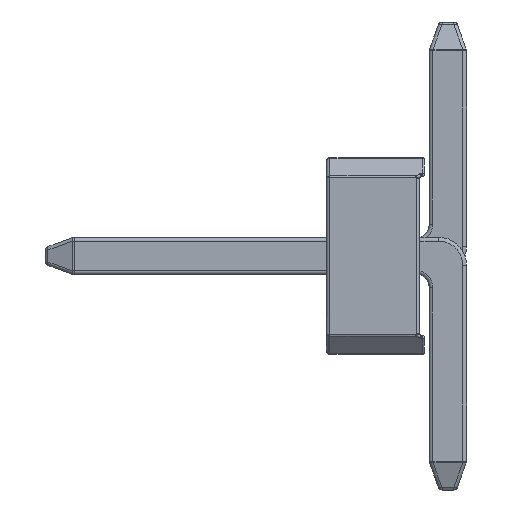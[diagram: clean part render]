
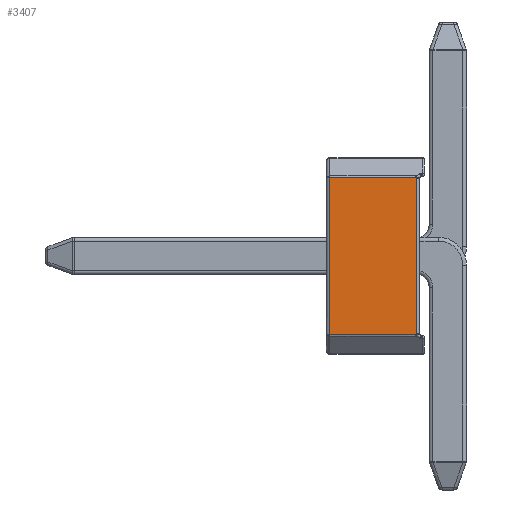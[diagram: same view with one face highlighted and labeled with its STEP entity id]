
A CAD part, left-side view. The second image highlights one B-rep face of the part: STEP entity #3407.
In plain terms, the highlighted face is planar.
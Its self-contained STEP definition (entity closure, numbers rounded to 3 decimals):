
#67 = CARTESIAN_POINT ( 'NONE',  ( 0.635, -0.04, -0.842 ) ) ;
#87 = CARTESIAN_POINT ( 'NONE',  ( 0.635, -0.948, -0.841 ) ) ;
#244 = CARTESIAN_POINT ( 'NONE',  ( 0.635, -0.948, 0.842 ) ) ;
#262 = CARTESIAN_POINT ( 'NONE',  ( 0.635, -0.951, 0.837 ) ) ;
#264 = LINE ( 'NONE', #1342, #5068 ) ;
#267 = CARTESIAN_POINT ( 'NONE',  ( 0.635, -0.955, -0.834 ) ) ;
#327 = VERTEX_POINT ( 'NONE', #4841 ) ;
#357 = ORIENTED_EDGE ( 'NONE', *, *, #4936, .T. ) ;
#534 = CARTESIAN_POINT ( 'NONE',  ( 0.635, -0.952, -0.835 ) ) ;
#551 = CARTESIAN_POINT ( 'NONE',  ( 0.635, -0.948, -0.842 ) ) ;
#633 = LINE ( 'NONE', #5217, #3106 ) ;
#650 = CARTESIAN_POINT ( 'NONE',  ( 0.635, -0.956, 0.833 ) ) ;
#721 = CARTESIAN_POINT ( 'NONE',  ( 0.635, -0.952, 0.836 ) ) ;
#730 = CARTESIAN_POINT ( 'NONE',  ( 0.635, -0.952, -0.835 ) ) ;
#891 = CARTESIAN_POINT ( 'NONE',  ( 0.635, -1., 0. ) ) ;
#979 = EDGE_LOOP ( 'NONE', ( #357, #4519, #2932, #3345, #5482, #5361, #1526, #2236 ) ) ;
#1063 = DIRECTION ( 'NONE',  ( 0., -1., 0. ) ) ;
#1101 = CARTESIAN_POINT ( 'NONE',  ( 0.635, -0.958, 0.831 ) ) ;
#1166 = CARTESIAN_POINT ( 'NONE',  ( 0.635, -0.959, -0.83 ) ) ;
#1303 = EDGE_CURVE ( 'NONE', #2394, #327, #3531, .T. ) ;
#1342 = CARTESIAN_POINT ( 'NONE',  ( 0.635, -0.96, -0.85 ) ) ;
#1356 = DIRECTION ( 'NONE',  ( 0., 0., -1. ) ) ;
#1460 = CARTESIAN_POINT ( 'NONE',  ( 0.635, -0.951, -0.837 ) ) ;
#1503 = CARTESIAN_POINT ( 'NONE',  ( 0.635, -0.04, 0. ) ) ;
#1526 = ORIENTED_EDGE ( 'NONE', *, *, #5890, .T. ) ;
#1583 = CARTESIAN_POINT ( 'NONE',  ( 0.635, -0.959, 0.83 ) ) ;
#1640 = CARTESIAN_POINT ( 'NONE',  ( 0.635, -0.948, 0.841 ) ) ;
#1770 = CARTESIAN_POINT ( 'NONE',  ( 0.635, -0.96, -0.83 ) ) ;
#1813 = PLANE ( 'NONE',  #2773 ) ;
#1895 = B_SPLINE_CURVE_WITH_KNOTS ( 'NONE', 3,
 ( #4911, #4435, #1166, #5390, #2574, #5869, #3044, #267, #3530, #730 ),
 .UNSPECIFIED., .F., .F.,
 ( 4, 3, 3, 4 ),
 ( 0., 0., 0., 0. ),
 .UNSPECIFIED. ) ;
#1923 = CARTESIAN_POINT ( 'NONE',  ( 0.635, -0.95, -0.838 ) ) ;
#2048 = CARTESIAN_POINT ( 'NONE',  ( 0.635, -0.96, 0.83 ) ) ;
#2053 = B_SPLINE_CURVE_WITH_KNOTS ( 'NONE', 3,
 ( #534, #3325, #1460, #4717, #1923, #5204, #2384, #5679, #2865, #87, #3346, #551, #3820 ),
 .UNSPECIFIED., .F., .F.,
 ( 4, 3, 3, 3, 4 ),
 ( 0., 0., 0., 0., 0. ),
 .UNSPECIFIED. ) ;
#2086 = CARTESIAN_POINT ( 'NONE',  ( 0.635, -0.96, 0.83 ) ) ;
#2100 = CARTESIAN_POINT ( 'NONE',  ( 0.635, -0.949, 0.84 ) ) ;
#2128 = VECTOR ( 'NONE', #1063, 1000. ) ;
#2236 = ORIENTED_EDGE ( 'NONE', *, *, #4462, .T. ) ;
#2384 = CARTESIAN_POINT ( 'NONE',  ( 0.635, -0.949, -0.839 ) ) ;
#2392 = DIRECTION ( 'NONE',  ( 0., 1., 0. ) ) ;
#2394 = VERTEX_POINT ( 'NONE', #4291 ) ;
#2480 = CARTESIAN_POINT ( 'NONE',  ( 0.635, -0.952, 0.835 ) ) ;
#2494 = CARTESIAN_POINT ( 'NONE',  ( 0.635, -0.915, 0.842 ) ) ;
#2497 = VECTOR ( 'NONE', #2886, 1000. ) ;
#2501 = EDGE_CURVE ( 'NONE', #2824, #5276, #1895, .T. ) ;
#2524 = CARTESIAN_POINT ( 'NONE',  ( 0.635, -0.952, 0.835 ) ) ;
#2539 = VERTEX_POINT ( 'NONE', #2086 ) ;
#2569 = CARTESIAN_POINT ( 'NONE',  ( 0.635, -0.949, 0.839 ) ) ;
#2574 = CARTESIAN_POINT ( 'NONE',  ( 0.635, -0.958, -0.831 ) ) ;
#2773 = AXIS2_PLACEMENT_3D ( 'NONE', #891, #4166, #1356 ) ;
#2824 = VERTEX_POINT ( 'NONE', #1770 ) ;
#2865 = CARTESIAN_POINT ( 'NONE',  ( 0.635, -0.948, -0.84 ) ) ;
#2886 = DIRECTION ( 'NONE',  ( 0., 0., 1. ) ) ;
#2888 = VERTEX_POINT ( 'NONE', #4154 ) ;
#2890 = EDGE_CURVE ( 'NONE', #2539, #2824, #264, .T. ) ;
#2932 = ORIENTED_EDGE ( 'NONE', *, *, #5741, .T. ) ;
#2955 = CARTESIAN_POINT ( 'NONE',  ( 0.635, -0.953, 0.835 ) ) ;
#3020 = CARTESIAN_POINT ( 'NONE',  ( 0.635, -0.948, 0.842 ) ) ;
#3037 = CARTESIAN_POINT ( 'NONE',  ( 0.635, -0.95, 0.837 ) ) ;
#3044 = CARTESIAN_POINT ( 'NONE',  ( 0.635, -0.956, -0.833 ) ) ;
#3106 = VECTOR ( 'NONE', #2392, 1000. ) ;
#3325 = CARTESIAN_POINT ( 'NONE',  ( 0.635, -0.951, -0.836 ) ) ;
#3345 = ORIENTED_EDGE ( 'NONE', *, *, #4682, .T. ) ;
#3346 = CARTESIAN_POINT ( 'NONE',  ( 0.635, -0.948, -0.841 ) ) ;
#3407 = ADVANCED_FACE ( 'NONE', ( #4689 ), #1813, .T. ) ;
#3450 = CARTESIAN_POINT ( 'NONE',  ( 0.635, -0.955, 0.834 ) ) ;
#3526 = CARTESIAN_POINT ( 'NONE',  ( 0.635, -0.951, 0.836 ) ) ;
#3530 = CARTESIAN_POINT ( 'NONE',  ( 0.635, -0.953, -0.835 ) ) ;
#3531 = LINE ( 'NONE', #2494, #2128 ) ;
#3683 = B_SPLINE_CURVE_WITH_KNOTS ( 'NONE', 3,
 ( #2480, #2955, #3450, #650, #3916, #1101, #4376, #1583, #4835, #2048 ),
 .UNSPECIFIED., .F., .F.,
 ( 4, 3, 3, 4 ),
 ( 0., 0., 0., 0. ),
 .UNSPECIFIED. ) ;
#3820 = CARTESIAN_POINT ( 'NONE',  ( 0.635, -0.948, -0.842 ) ) ;
#3909 = LINE ( 'NONE', #1503, #2497 ) ;
#3916 = CARTESIAN_POINT ( 'NONE',  ( 0.635, -0.957, 0.832 ) ) ;
#3997 = CARTESIAN_POINT ( 'NONE',  ( 0.635, -0.952, 0.835 ) ) ;
#4057 = B_SPLINE_CURVE_WITH_KNOTS ( 'NONE', 3,
 ( #244, #3020, #1640, #4905, #2100, #5384, #2569, #5865, #3037, #262, #3526, #721, #3997 ),
 .UNSPECIFIED., .F., .F.,
 ( 4, 3, 3, 3, 4 ),
 ( 0., 0., 0., 0., 0. ),
 .UNSPECIFIED. ) ;
#4154 = CARTESIAN_POINT ( 'NONE',  ( 0.635, -0.948, -0.842 ) ) ;
#4166 = DIRECTION ( 'NONE',  ( 1., 0., 0. ) ) ;
#4208 = VERTEX_POINT ( 'NONE', #67 ) ;
#4291 = CARTESIAN_POINT ( 'NONE',  ( 0.635, -0.04, 0.842 ) ) ;
#4376 = CARTESIAN_POINT ( 'NONE',  ( 0.635, -0.959, 0.831 ) ) ;
#4435 = CARTESIAN_POINT ( 'NONE',  ( 0.635, -0.96, -0.83 ) ) ;
#4462 = EDGE_CURVE ( 'NONE', #2888, #4208, #633, .T. ) ;
#4519 = ORIENTED_EDGE ( 'NONE', *, *, #1303, .T. ) ;
#4682 = EDGE_CURVE ( 'NONE', #4720, #2539, #3683, .T. ) ;
#4689 = FACE_OUTER_BOUND ( 'NONE', #979, .T. ) ;
#4717 = CARTESIAN_POINT ( 'NONE',  ( 0.635, -0.95, -0.837 ) ) ;
#4720 = VERTEX_POINT ( 'NONE', #2524 ) ;
#4835 = CARTESIAN_POINT ( 'NONE',  ( 0.635, -0.96, 0.83 ) ) ;
#4841 = CARTESIAN_POINT ( 'NONE',  ( 0.635, -0.948, 0.842 ) ) ;
#4905 = CARTESIAN_POINT ( 'NONE',  ( 0.635, -0.948, 0.84 ) ) ;
#4911 = CARTESIAN_POINT ( 'NONE',  ( 0.635, -0.96, -0.83 ) ) ;
#4936 = EDGE_CURVE ( 'NONE', #4208, #2394, #3909, .T. ) ;
#4985 = CARTESIAN_POINT ( 'NONE',  ( 0.635, -0.952, -0.835 ) ) ;
#5068 = VECTOR ( 'NONE', #5575, 1000. ) ;
#5204 = CARTESIAN_POINT ( 'NONE',  ( 0.635, -0.949, -0.839 ) ) ;
#5217 = CARTESIAN_POINT ( 'NONE',  ( 0.635, -0.04, -0.842 ) ) ;
#5276 = VERTEX_POINT ( 'NONE', #4985 ) ;
#5361 = ORIENTED_EDGE ( 'NONE', *, *, #2501, .T. ) ;
#5384 = CARTESIAN_POINT ( 'NONE',  ( 0.635, -0.949, 0.839 ) ) ;
#5390 = CARTESIAN_POINT ( 'NONE',  ( 0.635, -0.959, -0.831 ) ) ;
#5482 = ORIENTED_EDGE ( 'NONE', *, *, #2890, .T. ) ;
#5575 = DIRECTION ( 'NONE',  ( 0., 0., -1. ) ) ;
#5679 = CARTESIAN_POINT ( 'NONE',  ( 0.635, -0.949, -0.84 ) ) ;
#5741 = EDGE_CURVE ( 'NONE', #327, #4720, #4057, .T. ) ;
#5865 = CARTESIAN_POINT ( 'NONE',  ( 0.635, -0.95, 0.838 ) ) ;
#5869 = CARTESIAN_POINT ( 'NONE',  ( 0.635, -0.957, -0.832 ) ) ;
#5890 = EDGE_CURVE ( 'NONE', #5276, #2888, #2053, .T. ) ;
